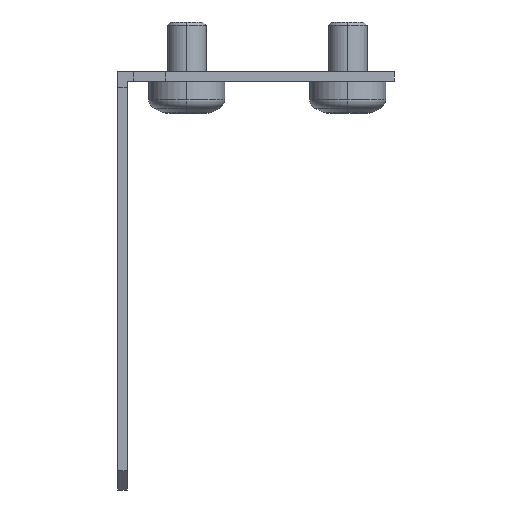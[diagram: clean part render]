
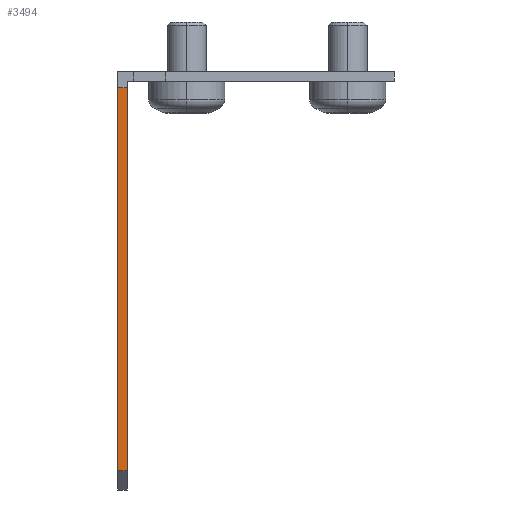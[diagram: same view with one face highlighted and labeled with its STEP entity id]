
A CAD part, left-side view. The second image highlights one B-rep face of the part: STEP entity #3494.
In plain terms, the highlighted planar face has unit normal (-1, 0, 0).
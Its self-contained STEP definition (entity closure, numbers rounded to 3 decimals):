
#23 = ORIENTED_EDGE ( 'NONE', *, *, #3157, .F. ) ;
#66 = ORIENTED_EDGE ( 'NONE', *, *, #1468, .F. ) ;
#227 = DIRECTION ( 'NONE',  ( 0., 0., -1. ) ) ;
#260 = DIRECTION ( 'NONE',  ( 0., -1., 0. ) ) ;
#263 = CARTESIAN_POINT ( 'NONE',  ( -103.371, 19.892, -29.5 ) ) ;
#359 = CARTESIAN_POINT ( 'NONE',  ( -103.371, 18.392, 30. ) ) ;
#392 = CARTESIAN_POINT ( 'NONE',  ( -103.371, 19.892, 30. ) ) ;
#599 = VECTOR ( 'NONE', #227, 1000. ) ;
#785 = DIRECTION ( 'NONE',  ( 0., 0., 1. ) ) ;
#795 = CARTESIAN_POINT ( 'NONE',  ( -103.371, 19.892, -29.5 ) ) ;
#856 = CARTESIAN_POINT ( 'NONE',  ( -103.371, 18.392, -29.5 ) ) ;
#958 = ORIENTED_EDGE ( 'NONE', *, *, #3461, .T. ) ;
#1008 = EDGE_LOOP ( 'NONE', ( #23, #66, #958, #2576 ) ) ;
#1054 = AXIS2_PLACEMENT_3D ( 'NONE', #3120, #2867, #785 ) ;
#1109 = EDGE_CURVE ( 'NONE', #1542, #2546, #2145, .T. ) ;
#1235 = CARTESIAN_POINT ( 'NONE',  ( -103.371, 19.892, 30. ) ) ;
#1343 = DIRECTION ( 'NONE',  ( 0., -1., 0. ) ) ;
#1438 = DIRECTION ( 'NONE',  ( 0., 0., -1. ) ) ;
#1468 = EDGE_CURVE ( 'NONE', #2585, #2385, #3457, .T. ) ;
#1542 = VERTEX_POINT ( 'NONE', #795 ) ;
#1578 = FACE_OUTER_BOUND ( 'NONE', #1008, .T. ) ;
#1694 = CARTESIAN_POINT ( 'NONE',  ( -103.371, 18.392, 30. ) ) ;
#2145 = LINE ( 'NONE', #263, #2909 ) ;
#2375 = CARTESIAN_POINT ( 'NONE',  ( -103.371, 19.892, 30. ) ) ;
#2385 = VERTEX_POINT ( 'NONE', #1694 ) ;
#2518 = VECTOR ( 'NONE', #1438, 1000. ) ;
#2546 = VERTEX_POINT ( 'NONE', #856 ) ;
#2576 = ORIENTED_EDGE ( 'NONE', *, *, #1109, .T. ) ;
#2585 = VERTEX_POINT ( 'NONE', #392 ) ;
#2659 = PLANE ( 'NONE',  #1054 ) ;
#2820 = LINE ( 'NONE', #359, #2518 ) ;
#2850 = VECTOR ( 'NONE', #260, 1000. ) ;
#2867 = DIRECTION ( 'NONE',  ( -1., 0., 0. ) ) ;
#2909 = VECTOR ( 'NONE', #1343, 1000. ) ;
#3120 = CARTESIAN_POINT ( 'NONE',  ( -103.371, 19.892, 30. ) ) ;
#3157 = EDGE_CURVE ( 'NONE', #2385, #2546, #2820, .T. ) ;
#3457 = LINE ( 'NONE', #2375, #2850 ) ;
#3459 = LINE ( 'NONE', #1235, #599 ) ;
#3461 = EDGE_CURVE ( 'NONE', #2585, #1542, #3459, .T. ) ;
#3494 = ADVANCED_FACE ( 'NONE', ( #1578 ), #2659, .T. ) ;
